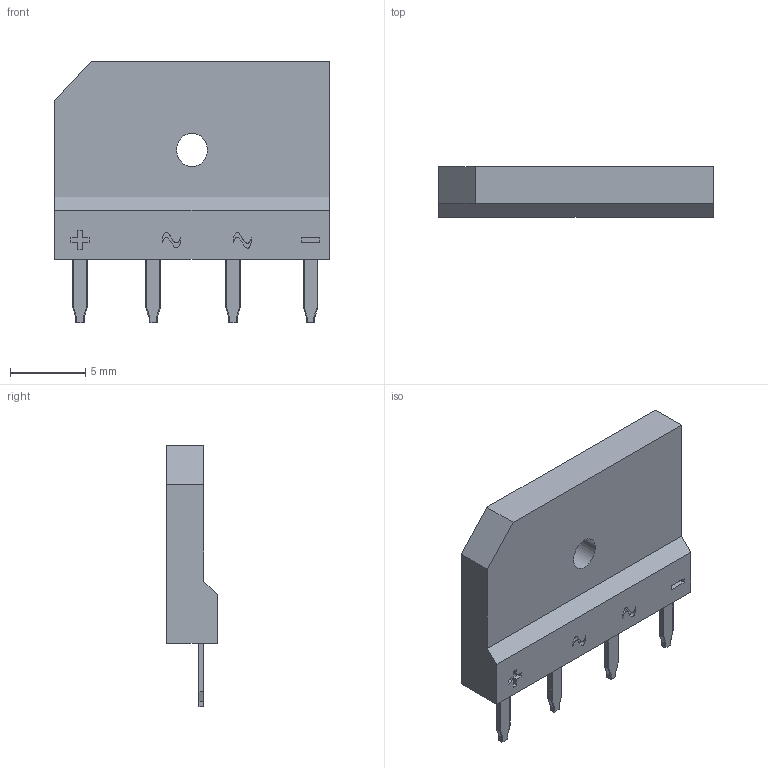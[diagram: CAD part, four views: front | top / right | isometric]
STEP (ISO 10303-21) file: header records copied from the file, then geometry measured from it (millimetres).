
FILE_DESCRIPTION(('FreeCAD Model'),'2;1');
FILE_NAME('x_diode_Bridge.step', '2017-08-01T21:11:15',(''),(''),'Open CASCADE STEP processor 6.8', 'FreeCAD','Unknown');
FILE_SCHEMA(('AUTOMOTIVE_DESIGN_CC2 { 1 2 10303 214 -1 1 5 4 }'));
Length unit declared in the file: millimetre
Products named in the file (2): ASSEMBLY; Cut
Assembly tree (1 placements, depth 2):
  ASSEMBLY
    Cut
Bounding box: 18.32 x 3.35 x 17.43 mm (x, y, z)
Volume: 645.3 mm3; surface area: 715.2 mm2
Topology: 1 solids, 1 shells, 123 faces, 307 edges, 194 vertices
Faces by surface type: bspline 119, plane 4
Entity records: 7370 total; most frequent: CARTESIAN_POINT 4530, ORIENTED_EDGE 614, EDGE_CURVE 307, B_SPLINE_CURVE_WITH_KNOTS 303, VERTEX_POINT 194, FACE_BOUND 133, EDGE_LOOP 133, ADVANCED_FACE 123
